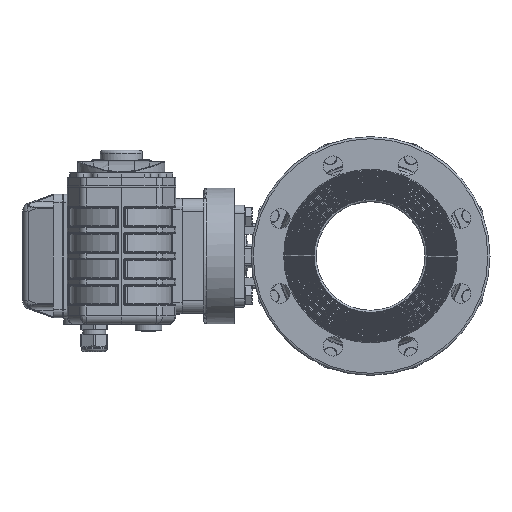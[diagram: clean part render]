
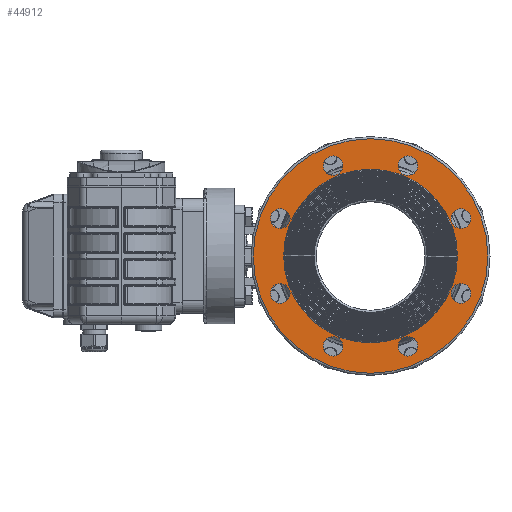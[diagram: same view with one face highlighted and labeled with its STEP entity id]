
A CAD part, left-side view. The second image highlights one B-rep face of the part: STEP entity #44912.
In plain terms, the highlighted planar face has unit normal (-1, 0, 0).
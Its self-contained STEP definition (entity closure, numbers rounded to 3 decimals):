
#8490=PLANE('',#48542);
#12884=ORIENTED_EDGE('',*,*,#24723,.T.);
#12885=ORIENTED_EDGE('',*,*,#24724,.F.);
#12886=ORIENTED_EDGE('',*,*,#24725,.F.);
#12887=ORIENTED_EDGE('',*,*,#24726,.F.);
#12888=ORIENTED_EDGE('',*,*,#24727,.F.);
#12889=ORIENTED_EDGE('',*,*,#24728,.F.);
#12890=ORIENTED_EDGE('',*,*,#24729,.F.);
#12891=ORIENTED_EDGE('',*,*,#24730,.F.);
#12892=ORIENTED_EDGE('',*,*,#24731,.F.);
#12893=ORIENTED_EDGE('',*,*,#24732,.F.);
#24723=EDGE_CURVE('',#30767,#30767,#34487,.T.);
#24724=EDGE_CURVE('',#30768,#30768,#34488,.T.);
#24725=EDGE_CURVE('',#30769,#30769,#34489,.T.);
#24726=EDGE_CURVE('',#30770,#30770,#34490,.T.);
#24727=EDGE_CURVE('',#30771,#30771,#34491,.T.);
#24728=EDGE_CURVE('',#30772,#30772,#34492,.T.);
#24729=EDGE_CURVE('',#30773,#30773,#34493,.T.);
#24730=EDGE_CURVE('',#30774,#30774,#34494,.T.);
#24731=EDGE_CURVE('',#30775,#30775,#34495,.T.);
#24732=EDGE_CURVE('',#30776,#30776,#34496,.T.);
#30767=VERTEX_POINT('',#107142);
#30768=VERTEX_POINT('',#107144);
#30769=VERTEX_POINT('',#107146);
#30770=VERTEX_POINT('',#107148);
#30771=VERTEX_POINT('',#107150);
#30772=VERTEX_POINT('',#107152);
#30773=VERTEX_POINT('',#107154);
#30774=VERTEX_POINT('',#107156);
#30775=VERTEX_POINT('',#107158);
#30776=VERTEX_POINT('',#107160);
#34487=CIRCLE('',#48543,108.);
#34488=CIRCLE('',#48544,80.);
#34489=CIRCLE('',#48545,9.);
#34490=CIRCLE('',#48546,9.);
#34491=CIRCLE('',#48547,9.);
#34492=CIRCLE('',#48548,9.);
#34493=CIRCLE('',#48549,9.);
#34494=CIRCLE('',#48550,9.);
#34495=CIRCLE('',#48551,9.);
#34496=CIRCLE('',#48552,9.);
#37170=EDGE_LOOP('',(#12884));
#37171=EDGE_LOOP('',(#12885));
#37172=EDGE_LOOP('',(#12886));
#37173=EDGE_LOOP('',(#12887));
#37174=EDGE_LOOP('',(#12888));
#37175=EDGE_LOOP('',(#12889));
#37176=EDGE_LOOP('',(#12890));
#37177=EDGE_LOOP('',(#12891));
#37178=EDGE_LOOP('',(#12892));
#37179=EDGE_LOOP('',(#12893));
#40697=FACE_BOUND('',#37170,.T.);
#40698=FACE_BOUND('',#37171,.T.);
#40699=FACE_BOUND('',#37172,.T.);
#40700=FACE_BOUND('',#37173,.T.);
#40701=FACE_BOUND('',#37174,.T.);
#40702=FACE_BOUND('',#37175,.T.);
#40703=FACE_BOUND('',#37176,.T.);
#40704=FACE_BOUND('',#37177,.T.);
#40705=FACE_BOUND('',#37178,.T.);
#40706=FACE_BOUND('',#37179,.T.);
#44912=ADVANCED_FACE('',(#40697,#40698,#40699,#40700,#40701,#40702,#40703,
#40704,#40705,#40706),#8490,.F.);
#48542=AXIS2_PLACEMENT_3D('',#107140,#55175,#55176);
#48543=AXIS2_PLACEMENT_3D('',#107141,#55177,#55178);
#48544=AXIS2_PLACEMENT_3D('',#107143,#55179,#55180);
#48545=AXIS2_PLACEMENT_3D('',#107145,#55181,#55182);
#48546=AXIS2_PLACEMENT_3D('',#107147,#55183,#55184);
#48547=AXIS2_PLACEMENT_3D('',#107149,#55185,#55186);
#48548=AXIS2_PLACEMENT_3D('',#107151,#55187,#55188);
#48549=AXIS2_PLACEMENT_3D('',#107153,#55189,#55190);
#48550=AXIS2_PLACEMENT_3D('',#107155,#55191,#55192);
#48551=AXIS2_PLACEMENT_3D('',#107157,#55193,#55194);
#48552=AXIS2_PLACEMENT_3D('',#107159,#55195,#55196);
#55175=DIRECTION('',(1.,0.,0.));
#55176=DIRECTION('',(0.,0.,-1.));
#55177=DIRECTION('',(-1.,0.,0.));
#55178=DIRECTION('',(0.,0.,1.));
#55179=DIRECTION('',(-1.,0.,0.));
#55180=DIRECTION('',(0.,0.,1.));
#55181=DIRECTION('',(-1.,0.,0.));
#55182=DIRECTION('',(0.,0.,1.));
#55183=DIRECTION('',(-1.,0.,0.));
#55184=DIRECTION('',(0.,0.,1.));
#55185=DIRECTION('',(-1.,0.,0.));
#55186=DIRECTION('',(0.,0.,1.));
#55187=DIRECTION('',(-1.,0.,0.));
#55188=DIRECTION('',(0.,0.,1.));
#55189=DIRECTION('',(-1.,0.,0.));
#55190=DIRECTION('',(0.,0.,1.));
#55191=DIRECTION('',(-1.,0.,0.));
#55192=DIRECTION('',(0.,0.,1.));
#55193=DIRECTION('',(-1.,0.,0.));
#55194=DIRECTION('',(0.,0.,1.));
#55195=DIRECTION('',(-1.,0.,0.));
#55196=DIRECTION('',(0.,0.,1.));
#107140=CARTESIAN_POINT('',(4.1,80.,0.));
#107141=CARTESIAN_POINT('',(4.1,0.,0.));
#107142=CARTESIAN_POINT('',(4.1,0.,108.));
#107143=CARTESIAN_POINT('',(4.1,0.,0.));
#107144=CARTESIAN_POINT('',(4.1,0.,80.));
#107145=CARTESIAN_POINT('',(4.1,83.149,34.442));
#107146=CARTESIAN_POINT('',(4.1,83.149,43.442));
#107147=CARTESIAN_POINT('',(4.1,34.442,83.149));
#107148=CARTESIAN_POINT('',(4.1,34.442,92.149));
#107149=CARTESIAN_POINT('',(4.1,-34.442,83.149));
#107150=CARTESIAN_POINT('',(4.1,-34.442,92.149));
#107151=CARTESIAN_POINT('',(4.1,-83.149,34.442));
#107152=CARTESIAN_POINT('',(4.1,-83.149,43.442));
#107153=CARTESIAN_POINT('',(4.1,-83.149,-34.442));
#107154=CARTESIAN_POINT('',(4.1,-83.149,-25.442));
#107155=CARTESIAN_POINT('',(4.1,-34.442,-83.149));
#107156=CARTESIAN_POINT('',(4.1,-34.442,-74.149));
#107157=CARTESIAN_POINT('',(4.1,34.442,-83.149));
#107158=CARTESIAN_POINT('',(4.1,34.442,-74.149));
#107159=CARTESIAN_POINT('',(4.1,83.149,-34.442));
#107160=CARTESIAN_POINT('',(4.1,83.149,-25.442));
